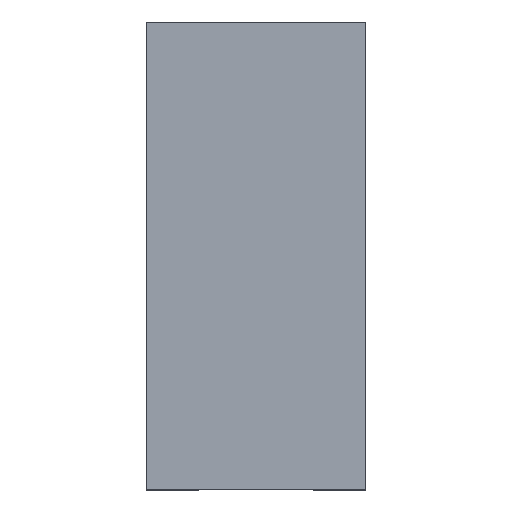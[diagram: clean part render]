
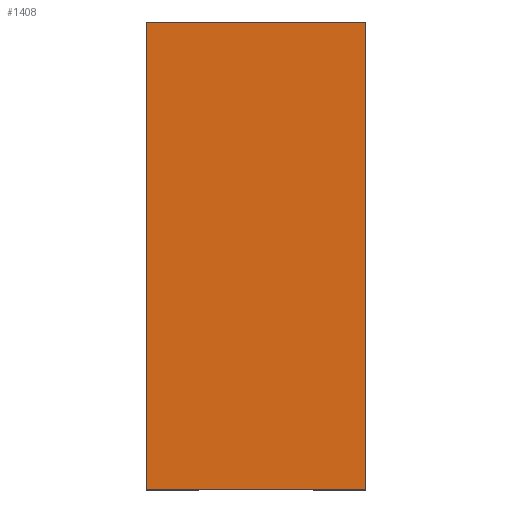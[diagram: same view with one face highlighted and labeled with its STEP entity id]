
A CAD part, top view. The second image highlights one B-rep face of the part: STEP entity #1408.
In plain terms, the highlighted planar face has unit normal (0, 0, 1).
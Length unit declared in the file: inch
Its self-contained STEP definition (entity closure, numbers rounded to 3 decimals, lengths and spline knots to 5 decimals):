
#37=PLANE('',#1554);
#110=FACE_OUTER_BOUND('',#192,.T.);
#192=EDGE_LOOP('',(#1267,#1268,#1269,#1270));
#370=LINE('',#2983,#446);
#383=LINE('',#3270,#459);
#390=LINE('',#3294,#466);
#397=LINE('',#3311,#473);
#446=VECTOR('',#1688,0.3937);
#459=VECTOR('',#1751,0.3937);
#466=VECTOR('',#1776,0.3937);
#473=VECTOR('',#1791,0.3937);
#572=VERTEX_POINT('',#2980);
#573=VERTEX_POINT('',#2982);
#599=VERTEX_POINT('',#3267);
#600=VERTEX_POINT('',#3269);
#741=EDGE_CURVE('',#573,#572,#370,.T.);
#779=EDGE_CURVE('',#599,#600,#383,.T.);
#792=EDGE_CURVE('',#572,#600,#390,.T.);
#801=EDGE_CURVE('',#573,#599,#397,.T.);
#1267=ORIENTED_EDGE('',*,*,#792,.T.);
#1268=ORIENTED_EDGE('',*,*,#779,.F.);
#1269=ORIENTED_EDGE('',*,*,#801,.F.);
#1270=ORIENTED_EDGE('',*,*,#741,.T.);
#1408=ADVANCED_FACE('',(#110),#37,.T.);
#1554=AXIS2_PLACEMENT_3D('',#4440,#1892,#1893);
#1688=DIRECTION('',(0.,-1.,0.));
#1751=DIRECTION('',(0.,-1.,0.));
#1776=DIRECTION('',(1.,0.,0.));
#1791=DIRECTION('',(1.,0.,0.));
#1892=DIRECTION('center_axis',(0.,0.,1.));
#1893=DIRECTION('ref_axis',(0.,-1.,0.));
#2980=CARTESIAN_POINT('',(-1.25,-18.4375,2.8125));
#2982=CARTESIAN_POINT('',(-1.25,-16.3125,2.8125));
#2983=CARTESIAN_POINT('',(-1.25,-16.84375,2.8125));
#3267=CARTESIAN_POINT('',(-0.25,-16.3125,2.8125));
#3269=CARTESIAN_POINT('',(-0.25,-18.4375,2.8125));
#3270=CARTESIAN_POINT('',(-0.25,-16.84375,2.8125));
#3294=CARTESIAN_POINT('',(-0.75,-18.4375,2.8125));
#3311=CARTESIAN_POINT('',(-0.75,-16.3125,2.8125));
#4440=CARTESIAN_POINT('Origin',(-0.75,-16.3125,2.8125));
